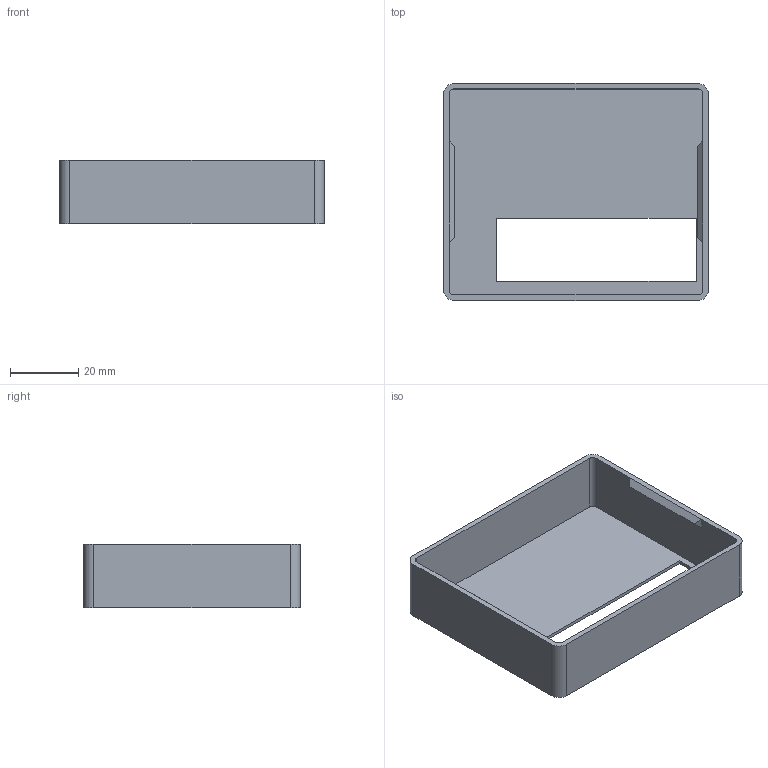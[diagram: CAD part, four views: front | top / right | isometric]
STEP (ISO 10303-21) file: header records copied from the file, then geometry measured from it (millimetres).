
FILE_DESCRIPTION(/* description */ (''),/* implementation_level */ '2;1');
FILE_NAME(/* name */ 'twomes-room-monitor-hardware-case.step',/* time_stamp */ '2022-01-06T17:40:05+01:00',/* author */ (''),/* organization */ (''),/* preprocessor_version */ 'ST-DEVELOPER v18.1',/* originating_system */ 'Autodesk Translation Framework v10.10.0.1391',/* authorisation */ '');
FILE_SCHEMA (('AUTOMOTIVE_DESIGN { 1 0 10303 214 3 1 1 }'));
Length unit declared in the file: millimetre
Products named in the file (3): Untitled; Enclosure; Case
Assembly tree (2 placements, depth 3):
  Untitled
    Enclosure
      Case
Bounding box: 77.7 x 63.7 x 18.5 mm (x, y, z)
Volume: 11641.1 mm3; surface area: 17772 mm2
Topology: 1 solids, 1 shells, 31 faces, 80 edges, 52 vertices
Faces by surface type: plane 23, cylinder 8
Entity records: 1022 total; most frequent: DIRECTION 168, CARTESIAN_POINT 168, ORIENTED_EDGE 160, EDGE_CURVE 80, LINE 64, VECTOR 64, VERTEX_POINT 52, AXIS2_PLACEMENT_3D 52
